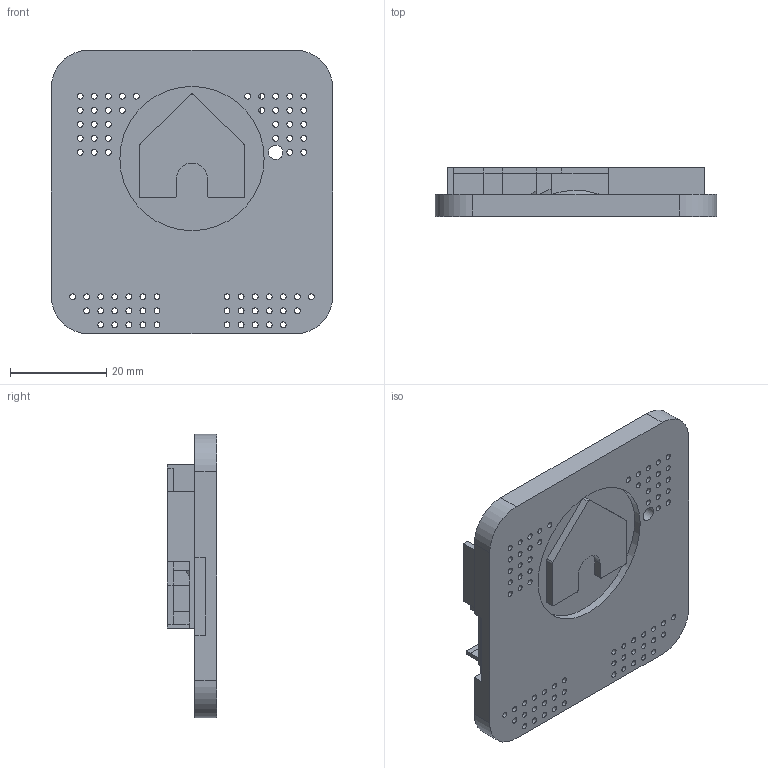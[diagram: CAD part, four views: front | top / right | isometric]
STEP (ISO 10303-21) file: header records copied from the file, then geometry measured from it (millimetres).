
FILE_DESCRIPTION(('FreeCAD Model'),'2;1');
FILE_NAME('Open CASCADE Shape Model','2024-02-08T19:59:18',(''),(''), 'Open CASCADE STEP processor 7.6','FreeCAD','Unknown');
FILE_SCHEMA(('AUTOMOTIVE_DESIGN { 1 0 10303 214 1 1 1 1 }'));
Length unit declared in the file: millimetre
Products named in the file (2): front; Body004
Assembly tree (1 placements, depth 2):
  front
    Body004
Bounding box: 58.5 x 10.2 x 59 mm (x, y, z)
Volume: 15040.3 mm3; surface area: 12309 mm2
Topology: 1 solids, 1 shells, 214 faces, 598 edges, 392 vertices
Faces by surface type: plane 115, cylinder 90, cone 9
Full cylindrical faces by diameter (mm): 1.2 x71, 2.2 x3, 3 x1, 30 x1
Entity records: 15444 total; most frequent: CARTESIAN_POINT 3233, DIRECTION 2301, LINE 1345, VECTOR 1345, ORIENTED_EDGE 1196, PCURVE 1196, DEFINITIONAL_REPRESENTATION 1196, EDGE_CURVE 598
